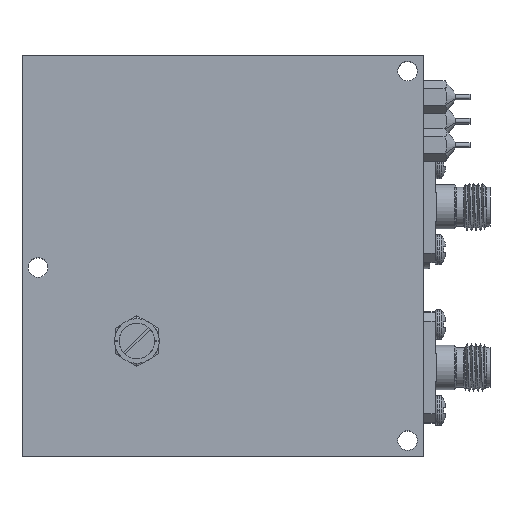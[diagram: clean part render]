
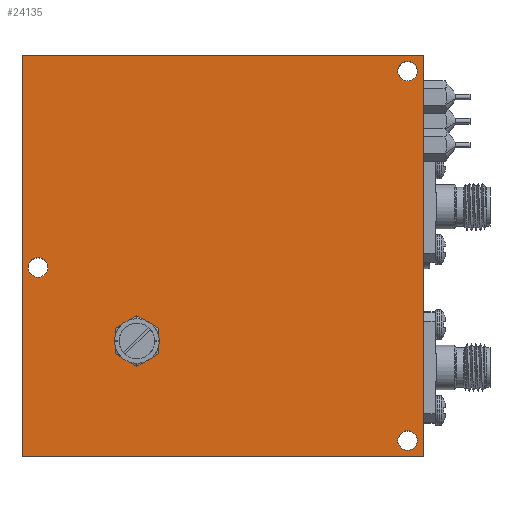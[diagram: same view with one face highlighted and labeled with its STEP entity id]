
A CAD part, top view. The second image highlights one B-rep face of the part: STEP entity #24135.
In plain terms, the highlighted planar face has unit normal (0, 0, 1).
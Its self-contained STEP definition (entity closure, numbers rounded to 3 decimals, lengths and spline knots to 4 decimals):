
#681 = CARTESIAN_POINT ( 'NONE',  ( 1.125, 1.125, 1.25 ) ) ;
#951 = DIRECTION ( 'NONE',  ( 1., 0., 0. ) ) ;
#985 = ORIENTED_EDGE ( 'NONE', *, *, #25105, .T. ) ;
#1073 = AXIS2_PLACEMENT_3D ( 'NONE', #25179, #33878, #16168 ) ;
#1810 = ORIENTED_EDGE ( 'NONE', *, *, #2323, .T. ) ;
#2156 = LINE ( 'NONE', #20663, #14542 ) ;
#2246 = CARTESIAN_POINT ( 'NONE',  ( -1.125, 1.125, 1.25 ) ) ;
#2323 = EDGE_CURVE ( 'NONE', #2678, #36140, #2156, .T. ) ;
#2647 = LINE ( 'NONE', #29131, #23632 ) ;
#2678 = VERTEX_POINT ( 'NONE', #29772 ) ;
#3274 = FACE_BOUND ( 'NONE', #24306, .T. ) ;
#3737 = DIRECTION ( 'NONE',  ( 0., 1., 0. ) ) ;
#4502 = AXIS2_PLACEMENT_3D ( 'NONE', #19214, #13477, #951 ) ;
#4622 = ORIENTED_EDGE ( 'NONE', *, *, #38950, .F. ) ;
#4846 = PLANE ( 'NONE',  #5752 ) ;
#5316 = DIRECTION ( 'NONE',  ( -1., 0., 0. ) ) ;
#5434 = VERTEX_POINT ( 'NONE', #38606 ) ;
#5608 = DIRECTION ( 'NONE',  ( 0., -1., 0. ) ) ;
#5752 = AXIS2_PLACEMENT_3D ( 'NONE', #17142, #26123, #26004 ) ;
#6734 = EDGE_LOOP ( 'NONE', ( #31262, #26961 ) ) ;
#6895 = ORIENTED_EDGE ( 'NONE', *, *, #17403, .T. ) ;
#7199 = CIRCLE ( 'NONE', #1073, 0.055 ) ;
#7274 = VERTEX_POINT ( 'NONE', #36514 ) ;
#7409 = EDGE_CURVE ( 'NONE', #8512, #2678, #37741, .T. ) ;
#7543 = FACE_OUTER_BOUND ( 'NONE', #19584, .T. ) ;
#7573 = VECTOR ( 'NONE', #5608, 39.3701 ) ;
#8512 = VERTEX_POINT ( 'NONE', #34804 ) ;
#8794 = VERTEX_POINT ( 'NONE', #32960 ) ;
#8977 = AXIS2_PLACEMENT_3D ( 'NONE', #30702, #30563, #9590 ) ;
#9513 = LINE ( 'NONE', #23998, #7573 ) ;
#9590 = DIRECTION ( 'NONE',  ( 1., 0., 0. ) ) ;
#10434 = CIRCLE ( 'NONE', #31631, 0.055 ) ;
#12159 = VECTOR ( 'NONE', #3737, 39.3701 ) ;
#13477 = DIRECTION ( 'NONE',  ( 0., 0., 1. ) ) ;
#14542 = VECTOR ( 'NONE', #5316, 39.3701 ) ;
#15695 = FACE_BOUND ( 'NONE', #31110, .T. ) ;
#16009 = VERTEX_POINT ( 'NONE', #19222 ) ;
#16134 = CARTESIAN_POINT ( 'NONE',  ( 1.035, 1.035, 1.25 ) ) ;
#16168 = DIRECTION ( 'NONE',  ( 1., 0., 0. ) ) ;
#17142 = CARTESIAN_POINT ( 'NONE',  ( 0., 0., 1.25 ) ) ;
#17403 = EDGE_CURVE ( 'NONE', #36140, #7274, #9513, .T. ) ;
#17925 = CARTESIAN_POINT ( 'NONE',  ( -1.035, -0.065, 1.25 ) ) ;
#17954 = CIRCLE ( 'NONE', #25380, 0.055 ) ;
#18051 = FACE_BOUND ( 'NONE', #6734, .T. ) ;
#19201 = ORIENTED_EDGE ( 'NONE', *, *, #22576, .F. ) ;
#19214 = CARTESIAN_POINT ( 'NONE',  ( 1.035, 1.035, 1.25 ) ) ;
#19222 = CARTESIAN_POINT ( 'NONE',  ( 0.98, -1.035, 1.25 ) ) ;
#19431 = DIRECTION ( 'NONE',  ( 0., 0., 1. ) ) ;
#19584 = EDGE_LOOP ( 'NONE', ( #1810, #6895, #985, #36860 ) ) ;
#20073 = CIRCLE ( 'NONE', #8977, 0.055 ) ;
#20094 = ORIENTED_EDGE ( 'NONE', *, *, #29461, .F. ) ;
#20663 = CARTESIAN_POINT ( 'NONE',  ( -1.125, 1.125, 1.25 ) ) ;
#20856 = DIRECTION ( 'NONE',  ( 0., 0., 1. ) ) ;
#21644 = EDGE_CURVE ( 'NONE', #16009, #30046, #20073, .T. ) ;
#22576 = EDGE_CURVE ( 'NONE', #23202, #5434, #10434, .T. ) ;
#23187 = CIRCLE ( 'NONE', #39222, 0.055 ) ;
#23202 = VERTEX_POINT ( 'NONE', #31713 ) ;
#23632 = VECTOR ( 'NONE', #35079, 39.3701 ) ;
#23633 = CARTESIAN_POINT ( 'NONE',  ( 1.09, -1.035, 1.25 ) ) ;
#23998 = CARTESIAN_POINT ( 'NONE',  ( -1.125, -1.125, 1.25 ) ) ;
#24135 = ADVANCED_FACE ( 'NONE', ( #3274, #18051, #15695, #7543 ), #4846, .F. ) ;
#24306 = EDGE_LOOP ( 'NONE', ( #20094, #4622 ) ) ;
#24441 = VERTEX_POINT ( 'NONE', #38213 ) ;
#25105 = EDGE_CURVE ( 'NONE', #7274, #8512, #2647, .T. ) ;
#25179 = CARTESIAN_POINT ( 'NONE',  ( 1.035, -1.035, 1.25 ) ) ;
#25380 = AXIS2_PLACEMENT_3D ( 'NONE', #17925, #20856, #39049 ) ;
#25845 = DIRECTION ( 'NONE',  ( 1., 0., 0. ) ) ;
#26004 = DIRECTION ( 'NONE',  ( -1., 0., 0. ) ) ;
#26123 = DIRECTION ( 'NONE',  ( 0., 0., -1. ) ) ;
#26961 = ORIENTED_EDGE ( 'NONE', *, *, #21644, .F. ) ;
#29131 = CARTESIAN_POINT ( 'NONE',  ( 1.125, -1.125, 1.25 ) ) ;
#29461 = EDGE_CURVE ( 'NONE', #24441, #8794, #23187, .T. ) ;
#29772 = CARTESIAN_POINT ( 'NONE',  ( 1.125, 1.125, 1.25 ) ) ;
#30046 = VERTEX_POINT ( 'NONE', #23633 ) ;
#30563 = DIRECTION ( 'NONE',  ( 0., 0., 1. ) ) ;
#30702 = CARTESIAN_POINT ( 'NONE',  ( 1.035, -1.035, 1.25 ) ) ;
#30714 = ORIENTED_EDGE ( 'NONE', *, *, #37207, .F. ) ;
#31110 = EDGE_LOOP ( 'NONE', ( #19201, #30714 ) ) ;
#31199 = DIRECTION ( 'NONE',  ( 1., 0., 0. ) ) ;
#31262 = ORIENTED_EDGE ( 'NONE', *, *, #34863, .F. ) ;
#31631 = AXIS2_PLACEMENT_3D ( 'NONE', #37449, #37953, #25845 ) ;
#31713 = CARTESIAN_POINT ( 'NONE',  ( -0.98, -0.065, 1.25 ) ) ;
#32960 = CARTESIAN_POINT ( 'NONE',  ( 0.98, 1.035, 1.25 ) ) ;
#33878 = DIRECTION ( 'NONE',  ( 0., 0., 1. ) ) ;
#34804 = CARTESIAN_POINT ( 'NONE',  ( 1.125, -1.125, 1.25 ) ) ;
#34863 = EDGE_CURVE ( 'NONE', #30046, #16009, #7199, .T. ) ;
#35079 = DIRECTION ( 'NONE',  ( 1., 0., 0. ) ) ;
#36140 = VERTEX_POINT ( 'NONE', #2246 ) ;
#36514 = CARTESIAN_POINT ( 'NONE',  ( -1.125, -1.125, 1.25 ) ) ;
#36860 = ORIENTED_EDGE ( 'NONE', *, *, #7409, .T. ) ;
#37207 = EDGE_CURVE ( 'NONE', #5434, #23202, #17954, .T. ) ;
#37449 = CARTESIAN_POINT ( 'NONE',  ( -1.035, -0.065, 1.25 ) ) ;
#37741 = LINE ( 'NONE', #681, #12159 ) ;
#37953 = DIRECTION ( 'NONE',  ( 0., 0., 1. ) ) ;
#38213 = CARTESIAN_POINT ( 'NONE',  ( 1.09, 1.035, 1.25 ) ) ;
#38606 = CARTESIAN_POINT ( 'NONE',  ( -1.09, -0.065, 1.25 ) ) ;
#38652 = CIRCLE ( 'NONE', #4502, 0.055 ) ;
#38950 = EDGE_CURVE ( 'NONE', #8794, #24441, #38652, .T. ) ;
#39049 = DIRECTION ( 'NONE',  ( 1., 0., 0. ) ) ;
#39222 = AXIS2_PLACEMENT_3D ( 'NONE', #16134, #19431, #31199 ) ;
